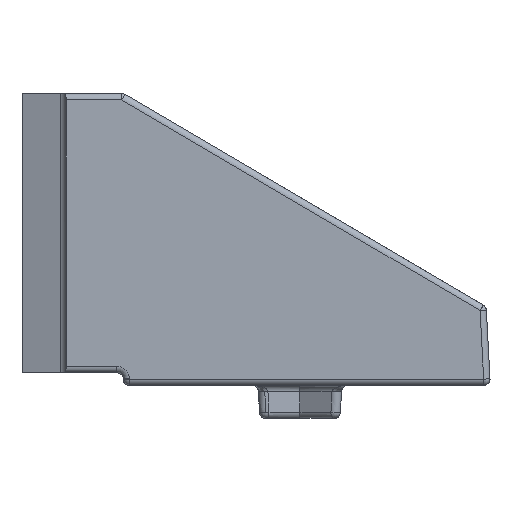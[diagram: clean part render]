
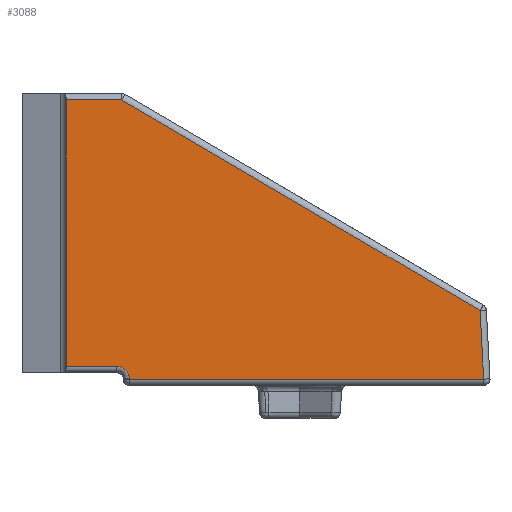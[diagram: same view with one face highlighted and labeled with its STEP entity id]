
A CAD part, left-side view. The second image highlights one B-rep face of the part: STEP entity #3088.
In plain terms, the highlighted planar face has unit normal (-1, 0, 0).
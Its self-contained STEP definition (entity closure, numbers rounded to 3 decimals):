
#65 = CARTESIAN_POINT ( 'NONE',  ( -23.562, 2.502, 11.285 ) ) ;
#114 = CARTESIAN_POINT ( 'NONE',  ( -23.562, 2.443, 11.25 ) ) ;
#190 = VERTEX_POINT ( 'NONE', #114 ) ;
#222 = DIRECTION ( 'NONE',  ( 1., 0., 0. ) ) ;
#428 = VERTEX_POINT ( 'NONE', #5958 ) ;
#458 = EDGE_CURVE ( 'NONE', #5128, #3571, #2179, .T. ) ;
#494 = VECTOR ( 'NONE', #879, 1000. ) ;
#879 = DIRECTION ( 'NONE',  ( 0., -1., 0. ) ) ;
#1085 = EDGE_CURVE ( 'NONE', #3571, #4819, #2313, .T. ) ;
#1152 = EDGE_LOOP ( 'NONE', ( #4267, #2538, #3070, #6354, #1844, #3339, #3957, #1672 ) ) ;
#1170 = CARTESIAN_POINT ( 'NONE',  ( -23.562, 2.138, 0.25 ) ) ;
#1216 = LINE ( 'NONE', #5086, #4763 ) ;
#1222 = CARTESIAN_POINT ( 'NONE',  ( -23.562, 4.641, 11.25 ) ) ;
#1525 = VECTOR ( 'NONE', #5685, 1000. ) ;
#1552 = CARTESIAN_POINT ( 'NONE',  ( -23.562, 2.139, 0.276 ) ) ;
#1654 = CARTESIAN_POINT ( 'NONE',  ( -23.562, 4.641, 11.25 ) ) ;
#1672 = ORIENTED_EDGE ( 'NONE', *, *, #6405, .T. ) ;
#1742 = DIRECTION ( 'NONE',  ( 0., 1., 0. ) ) ;
#1765 = DIRECTION ( 'NONE',  ( 0., 0., -1. ) ) ;
#1844 = ORIENTED_EDGE ( 'NONE', *, *, #1085, .T. ) ;
#2099 = DIRECTION ( 'NONE',  ( 0., -0.052, -0.999 ) ) ;
#2179 = LINE ( 'NONE', #5381, #494 ) ;
#2221 = CARTESIAN_POINT ( 'NONE',  ( -23.562, 6.375, 0.25 ) ) ;
#2239 = LINE ( 'NONE', #1654, #6073 ) ;
#2313 = CIRCLE ( 'NONE', #4235, 0.5 ) ;
#2506 = FACE_OUTER_BOUND ( 'NONE', #1152, .T. ) ;
#2538 = ORIENTED_EDGE ( 'NONE', *, *, #6026, .T. ) ;
#2637 = VERTEX_POINT ( 'NONE', #1222 ) ;
#2660 = EDGE_CURVE ( 'NONE', #6502, #4748, #2750, .T. ) ;
#2750 = LINE ( 'NONE', #2221, #4797 ) ;
#2777 = LINE ( 'NONE', #6138, #4499 ) ;
#2897 = CARTESIAN_POINT ( 'NONE',  ( -23.562, 4.641, 0.75 ) ) ;
#3052 = DIRECTION ( 'NONE',  ( 1., 0., 0. ) ) ;
#3070 = ORIENTED_EDGE ( 'NONE', *, *, #5503, .T. ) ;
#3088 = ADVANCED_FACE ( 'NONE', ( #2506 ), #6052, .F. ) ;
#3212 = CARTESIAN_POINT ( 'NONE',  ( -23.562, 6.375, 11.5 ) ) ;
#3339 = ORIENTED_EDGE ( 'NONE', *, *, #5394, .T. ) ;
#3571 = VERTEX_POINT ( 'NONE', #3925 ) ;
#3635 = DIRECTION ( 'NONE',  ( 0., 0.052, 0.999 ) ) ;
#3925 = CARTESIAN_POINT ( 'NONE',  ( -23.562, 2.638, 0.75 ) ) ;
#3957 = ORIENTED_EDGE ( 'NONE', *, *, #2660, .T. ) ;
#3999 = VECTOR ( 'NONE', #6113, 1000. ) ;
#4235 = AXIS2_PLACEMENT_3D ( 'NONE', #4699, #222, #1765 ) ;
#4267 = ORIENTED_EDGE ( 'NONE', *, *, #4980, .T. ) ;
#4463 = CARTESIAN_POINT ( 'NONE',  ( -23.562, -11.812, 0.25 ) ) ;
#4499 = VECTOR ( 'NONE', #3635, 1000. ) ;
#4699 = CARTESIAN_POINT ( 'NONE',  ( -23.562, 2.638, 0.25 ) ) ;
#4741 = DIRECTION ( 'NONE',  ( 0., -1., 0. ) ) ;
#4748 = VERTEX_POINT ( 'NONE', #4463 ) ;
#4763 = VECTOR ( 'NONE', #2099, 1000. ) ;
#4797 = VECTOR ( 'NONE', #4741, 1000. ) ;
#4819 = VERTEX_POINT ( 'NONE', #1552 ) ;
#4980 = EDGE_CURVE ( 'NONE', #428, #190, #5072, .T. ) ;
#5072 = LINE ( 'NONE', #65, #3999 ) ;
#5086 = CARTESIAN_POINT ( 'NONE',  ( -23.562, 2.737, 11.691 ) ) ;
#5128 = VERTEX_POINT ( 'NONE', #2897 ) ;
#5263 = AXIS2_PLACEMENT_3D ( 'NONE', #3212, #3052, #5485 ) ;
#5381 = CARTESIAN_POINT ( 'NONE',  ( -23.562, 6.375, 0.75 ) ) ;
#5394 = EDGE_CURVE ( 'NONE', #4819, #6502, #1216, .T. ) ;
#5485 = DIRECTION ( 'NONE',  ( 0., 0., -1. ) ) ;
#5503 = EDGE_CURVE ( 'NONE', #2637, #5128, #5774, .T. ) ;
#5685 = DIRECTION ( 'NONE',  ( 0., 0., -1. ) ) ;
#5774 = LINE ( 'NONE', #6248, #1525 ) ;
#5958 = CARTESIAN_POINT ( 'NONE',  ( -23.562, -11.67, 2.948 ) ) ;
#6026 = EDGE_CURVE ( 'NONE', #190, #2637, #2239, .T. ) ;
#6052 = PLANE ( 'NONE',  #5263 ) ;
#6073 = VECTOR ( 'NONE', #1742, 1000. ) ;
#6113 = DIRECTION ( 'NONE',  ( 0., 0.862, 0.507 ) ) ;
#6138 = CARTESIAN_POINT ( 'NONE',  ( -23.562, -11.663, 3.082 ) ) ;
#6248 = CARTESIAN_POINT ( 'NONE',  ( -23.562, 4.641, 11.5 ) ) ;
#6354 = ORIENTED_EDGE ( 'NONE', *, *, #458, .T. ) ;
#6405 = EDGE_CURVE ( 'NONE', #4748, #428, #2777, .T. ) ;
#6502 = VERTEX_POINT ( 'NONE', #1170 ) ;
